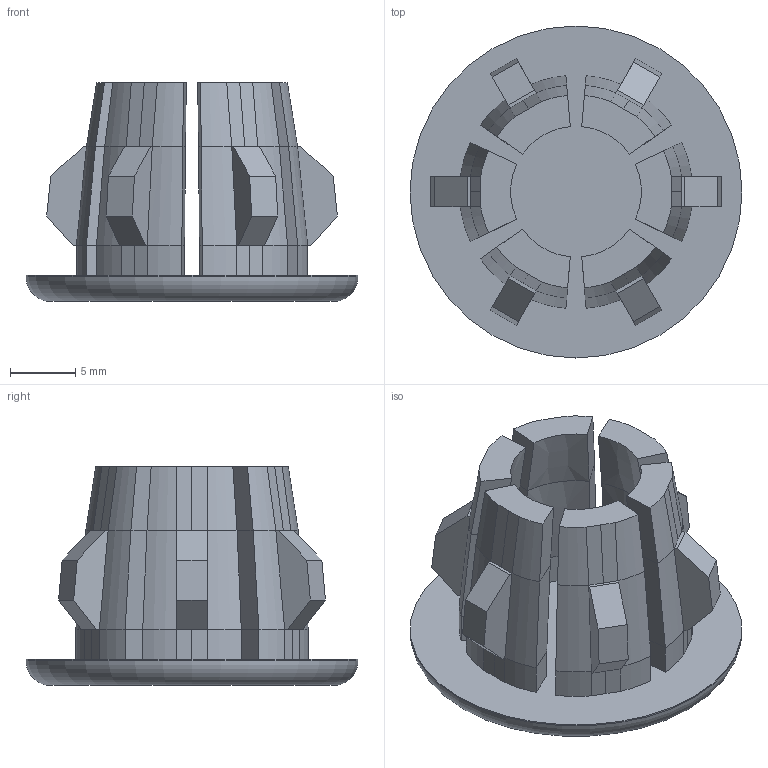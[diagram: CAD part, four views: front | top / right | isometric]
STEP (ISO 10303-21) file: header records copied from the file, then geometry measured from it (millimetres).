
FILE_DESCRIPTION(('FreeCAD Model'),'2;1');
FILE_NAME('Open CASCADE Shape Model','2024-05-18T12:32:19',(''),(''), 'Open CASCADE STEP processor 7.6','FreeCAD','Unknown');
FILE_SCHEMA(('AUTOMOTIVE_DESIGN { 1 0 10303 214 1 1 1 1 }'));
Length unit declared in the file: millimetre
Products named in the file (1): Body
Bounding box: 25.4 x 25.4 x 16.75 mm (x, y, z)
Volume: 2448.1 mm3; surface area: 2818.5 mm2
Topology: 1 solids, 1 shells, 166 faces, 377 edges, 219 vertices
Faces by surface type: plane 74, bspline 60, cylinder 19, cone 12, torus 1
Full cylindrical faces by diameter (mm): 25.4 x1
Entity records: 9294 total; most frequent: CARTESIAN_POINT 2413, DIRECTION 1007, ORIENTED_EDGE 754, PCURVE 754, DEFINITIONAL_REPRESENTATION 754, LINE 621, VECTOR 621, B_SPLINE_CURVE_WITH_KNOTS 396
